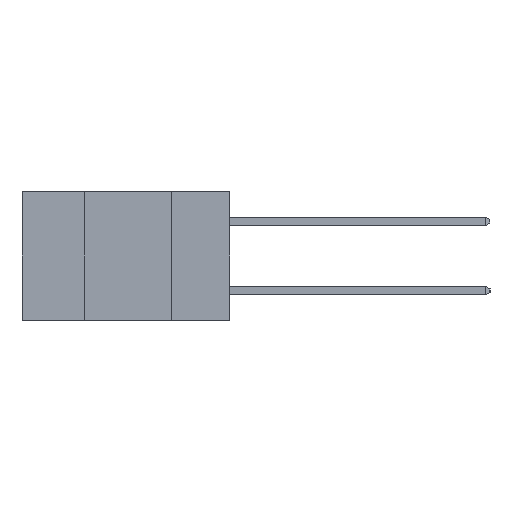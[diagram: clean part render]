
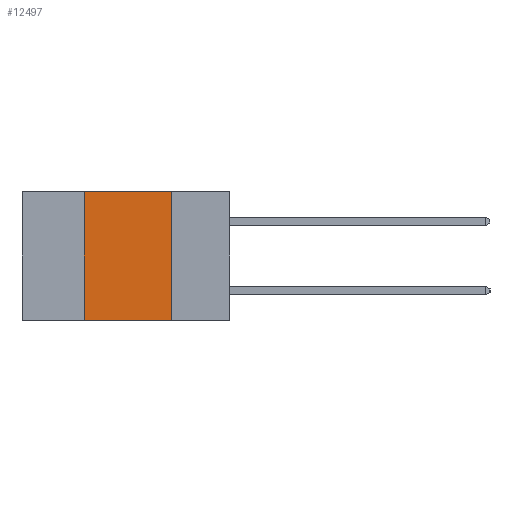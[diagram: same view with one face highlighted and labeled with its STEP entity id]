
A CAD part, left-side view. The second image highlights one B-rep face of the part: STEP entity #12497.
In plain terms, the highlighted planar face has unit normal (-1, 0, 0).
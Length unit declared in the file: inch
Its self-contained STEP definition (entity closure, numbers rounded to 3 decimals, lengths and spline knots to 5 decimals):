
#126 = VERTEX_POINT ( 'NONE', #6485 ) ;
#420 = DIRECTION ( 'NONE',  ( 0., 0., 1. ) ) ;
#794 = VECTOR ( 'NONE', #3903, 39.37008 ) ;
#893 = LINE ( 'NONE', #2953, #6909 ) ;
#1302 = EDGE_CURVE ( 'NONE', #2303, #4951, #8285, .T. ) ;
#1485 = FACE_OUTER_BOUND ( 'NONE', #4747, .T. ) ;
#1622 = EDGE_CURVE ( 'NONE', #2303, #14490, #9783, .T. ) ;
#2039 = VECTOR ( 'NONE', #9184, 39.37008 ) ;
#2207 = ORIENTED_EDGE ( 'NONE', *, *, #8508, .F. ) ;
#2303 = VERTEX_POINT ( 'NONE', #12847 ) ;
#2625 = ORIENTED_EDGE ( 'NONE', *, *, #1622, .F. ) ;
#2953 = CARTESIAN_POINT ( 'NONE',  ( 0., 0.17, -0.37 ) ) ;
#3019 = CARTESIAN_POINT ( 'NONE',  ( 0., 0.17, -0.37 ) ) ;
#3348 = DIRECTION ( 'NONE',  ( 0., 0., -1. ) ) ;
#3903 = DIRECTION ( 'NONE',  ( 0., -1., 0. ) ) ;
#4082 = CARTESIAN_POINT ( 'NONE',  ( 0., 0.6, 0. ) ) ;
#4715 = ORIENTED_EDGE ( 'NONE', *, *, #6350, .F. ) ;
#4747 = EDGE_LOOP ( 'NONE', ( #4715, #2207, #2625, #9180 ) ) ;
#4951 = VERTEX_POINT ( 'NONE', #3019 ) ;
#5677 = CARTESIAN_POINT ( 'NONE',  ( 0., 0.42, 0. ) ) ;
#6024 = CARTESIAN_POINT ( 'NONE',  ( 0., 0.42, -0.37 ) ) ;
#6350 = EDGE_CURVE ( 'NONE', #126, #4951, #893, .T. ) ;
#6485 = CARTESIAN_POINT ( 'NONE',  ( 0., 0.17, 0. ) ) ;
#6823 = LINE ( 'NONE', #4082, #794 ) ;
#6909 = VECTOR ( 'NONE', #3348, 39.37008 ) ;
#8285 = LINE ( 'NONE', #13702, #2039 ) ;
#8508 = EDGE_CURVE ( 'NONE', #14490, #126, #6823, .T. ) ;
#9180 = ORIENTED_EDGE ( 'NONE', *, *, #1302, .T. ) ;
#9184 = DIRECTION ( 'NONE',  ( 0., -1., 0. ) ) ;
#9783 = LINE ( 'NONE', #6024, #12826 ) ;
#11122 = CARTESIAN_POINT ( 'NONE',  ( 0., 0.6, 0. ) ) ;
#12497 = ADVANCED_FACE ( 'NONE', ( #1485 ), #12673, .F. ) ;
#12601 = DIRECTION ( 'NONE',  ( 0., 0., -1. ) ) ;
#12618 = DIRECTION ( 'NONE',  ( 1., 0., 0. ) ) ;
#12673 = PLANE ( 'NONE',  #13923 ) ;
#12826 = VECTOR ( 'NONE', #420, 39.37008 ) ;
#12847 = CARTESIAN_POINT ( 'NONE',  ( 0., 0.42, -0.37 ) ) ;
#13702 = CARTESIAN_POINT ( 'NONE',  ( 0., 0.6, -0.37 ) ) ;
#13923 = AXIS2_PLACEMENT_3D ( 'NONE', #11122, #12618, #12601 ) ;
#14490 = VERTEX_POINT ( 'NONE', #5677 ) ;
